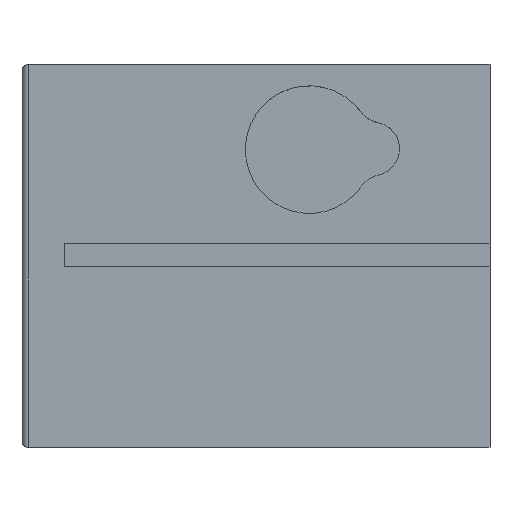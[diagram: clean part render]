
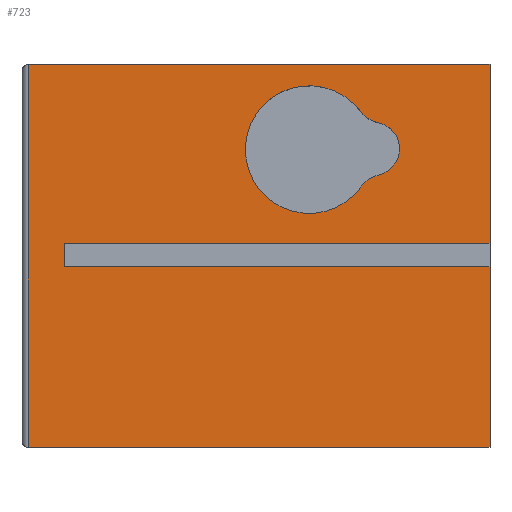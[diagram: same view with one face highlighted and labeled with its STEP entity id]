
A CAD part, top view. The second image highlights one B-rep face of the part: STEP entity #723.
In plain terms, the highlighted planar face has unit normal (0, 0, 1).
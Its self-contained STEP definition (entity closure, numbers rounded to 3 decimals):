
#15=FACE_BOUND('',#100,.T.);
#18=PLANE('',#794);
#58=FACE_OUTER_BOUND('',#99,.T.);
#99=EDGE_LOOP('',(#517,#518,#519,#520,#521,#522,#523,#524));
#100=EDGE_LOOP('',(#525,#526,#527,#528));
#149=CIRCLE('',#795,6.);
#150=CIRCLE('',#796,3.);
#151=CIRCLE('',#797,2.5);
#152=CIRCLE('',#798,3.);
#186=LINE('',#1129,#242);
#192=LINE('',#1190,#248);
#193=LINE('',#1192,#249);
#194=LINE('',#1194,#250);
#195=LINE('',#1196,#251);
#196=LINE('',#1198,#252);
#197=LINE('',#1200,#253);
#198=LINE('',#1201,#254);
#242=VECTOR('',#884,10.);
#248=VECTOR('',#924,10.);
#249=VECTOR('',#925,10.);
#250=VECTOR('',#926,10.);
#251=VECTOR('',#927,10.);
#252=VECTOR('',#928,10.);
#253=VECTOR('',#929,10.);
#254=VECTOR('',#930,10.);
#293=VERTEX_POINT('',#1095);
#304=VERTEX_POINT('',#1128);
#317=VERTEX_POINT('',#1189);
#318=VERTEX_POINT('',#1191);
#319=VERTEX_POINT('',#1193);
#320=VERTEX_POINT('',#1195);
#321=VERTEX_POINT('',#1197);
#322=VERTEX_POINT('',#1199);
#323=VERTEX_POINT('',#1202);
#324=VERTEX_POINT('',#1203);
#325=VERTEX_POINT('',#1205);
#326=VERTEX_POINT('',#1207);
#375=EDGE_CURVE('',#304,#293,#186,.T.);
#396=EDGE_CURVE('',#304,#317,#192,.T.);
#397=EDGE_CURVE('',#317,#318,#193,.T.);
#398=EDGE_CURVE('',#319,#318,#194,.T.);
#399=EDGE_CURVE('',#319,#320,#195,.T.);
#400=EDGE_CURVE('',#320,#321,#196,.T.);
#401=EDGE_CURVE('',#321,#322,#197,.T.);
#402=EDGE_CURVE('',#322,#293,#198,.T.);
#403=EDGE_CURVE('',#323,#324,#149,.T.);
#404=EDGE_CURVE('',#325,#324,#150,.T.);
#405=EDGE_CURVE('',#325,#326,#151,.T.);
#406=EDGE_CURVE('',#323,#326,#152,.T.);
#517=ORIENTED_EDGE('',*,*,#375,.F.);
#518=ORIENTED_EDGE('',*,*,#396,.T.);
#519=ORIENTED_EDGE('',*,*,#397,.T.);
#520=ORIENTED_EDGE('',*,*,#398,.F.);
#521=ORIENTED_EDGE('',*,*,#399,.T.);
#522=ORIENTED_EDGE('',*,*,#400,.T.);
#523=ORIENTED_EDGE('',*,*,#401,.T.);
#524=ORIENTED_EDGE('',*,*,#402,.T.);
#525=ORIENTED_EDGE('',*,*,#403,.T.);
#526=ORIENTED_EDGE('',*,*,#404,.F.);
#527=ORIENTED_EDGE('',*,*,#405,.T.);
#528=ORIENTED_EDGE('',*,*,#406,.F.);
#723=ADVANCED_FACE('',(#58,#15),#18,.T.);
#794=AXIS2_PLACEMENT_3D('',#1188,#922,#923);
#795=AXIS2_PLACEMENT_3D('',#1204,#931,#932);
#796=AXIS2_PLACEMENT_3D('',#1206,#933,#934);
#797=AXIS2_PLACEMENT_3D('',#1208,#935,#936);
#798=AXIS2_PLACEMENT_3D('',#1209,#937,#938);
#884=DIRECTION('',(0.,1.,0.));
#922=DIRECTION('center_axis',(0.,0.,1.));
#923=DIRECTION('ref_axis',(0.,-1.,0.));
#924=DIRECTION('',(1.,0.,0.));
#925=DIRECTION('',(0.,1.,0.));
#926=DIRECTION('',(1.,0.,0.));
#927=DIRECTION('',(0.,1.,0.));
#928=DIRECTION('',(1.,0.,0.));
#929=DIRECTION('',(0.,1.,0.));
#930=DIRECTION('',(-1.,0.,0.));
#931=DIRECTION('center_axis',(0.,0.,-1.));
#932=DIRECTION('ref_axis',(0.918,-0.398,0.));
#933=DIRECTION('center_axis',(0.,0.,-1.));
#934=DIRECTION('ref_axis',(-0.538,-0.843,0.));
#935=DIRECTION('center_axis',(0.,0.,-1.));
#936=DIRECTION('ref_axis',(-0.219,0.976,0.));
#937=DIRECTION('center_axis',(0.,0.,-1.));
#938=DIRECTION('ref_axis',(-0.556,0.831,0.));
#1095=CARTESIAN_POINT('',(-76.4,34.,8.));
#1128=CARTESIAN_POINT('',(-76.4,-2.,8.));
#1129=CARTESIAN_POINT('',(-76.4,13.,8.));
#1188=CARTESIAN_POINT('Origin',(-73.,15.,8.));
#1189=CARTESIAN_POINT('',(-33.,-2.,8.));
#1190=CARTESIAN_POINT('',(-66.,-2.,8.));
#1191=CARTESIAN_POINT('',(-33.,15.,8.));
#1192=CARTESIAN_POINT('',(-33.,13.5,8.));
#1193=CARTESIAN_POINT('',(-73.,15.,8.));
#1194=CARTESIAN_POINT('',(-73.,15.,8.));
#1195=CARTESIAN_POINT('',(-73.,17.2,8.));
#1196=CARTESIAN_POINT('',(-73.,13.5,8.));
#1197=CARTESIAN_POINT('',(-33.,17.2,8.));
#1198=CARTESIAN_POINT('',(-73.,17.2,8.));
#1199=CARTESIAN_POINT('',(-33.,34.,8.));
#1200=CARTESIAN_POINT('',(-33.,13.5,8.));
#1201=CARTESIAN_POINT('',(-66.,34.,8.));
#1202=CARTESIAN_POINT('',(-45.142,22.479,8.));
#1203=CARTESIAN_POINT('',(-45.22,29.626,8.));
#1204=CARTESIAN_POINT('Origin',(-50.,26.,8.));
#1205=CARTESIAN_POINT('',(-43.468,28.508,8.));
#1206=CARTESIAN_POINT('Origin',(-42.83,31.44,8.));
#1207=CARTESIAN_POINT('',(-43.415,23.635,8.));
#1208=CARTESIAN_POINT('Origin',(-44.,26.066,8.));
#1209=CARTESIAN_POINT('Origin',(-42.713,20.719,8.));
